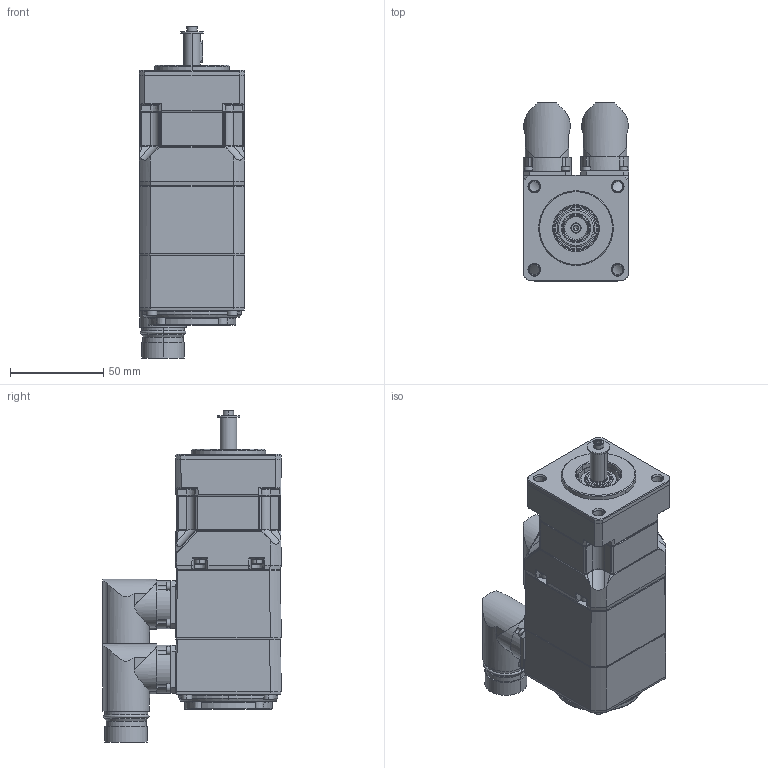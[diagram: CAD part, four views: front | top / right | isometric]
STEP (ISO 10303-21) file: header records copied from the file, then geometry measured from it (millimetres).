
FILE_DESCRIPTION((''),'2;1');
FILE_NAME('NX205EAR7311_SW0001','2005-07-19T',('stagiaire'),(''),'PRO/ENGINEER BY PARAMETRIC TECHNOLOGY CORPORATION, 2005110','PRO/ENGINEER BY PARAMETRIC TECHNOLOGY CORPORATION, 2005110','');
FILE_SCHEMA(('CONFIG_CONTROL_DESIGN'));
Products named in the file (1): NX205EAR7311_SW0001
Bounding box: 56.7 x 95.5 x 177.8 mm (x, y, z)
Volume: 439703.4 mm3; surface area: 71003.4 mm2
Topology: 1 solids, 1 shells, 1819 faces, 4515 edges, 2789 vertices
Faces by surface type: plane 951, cylinder 416, cone 330, torus 66, bspline 56
Entity records: 61524 total; most frequent: CARTESIAN_POINT 19021, ORIENTED_EDGE 8962, DIRECTION 8554, EDGE_CURVE 4481, AXIS2_PLACEMENT_3D 2998, VERTEX_POINT 2789, VECTOR 2558, LINE 2558
